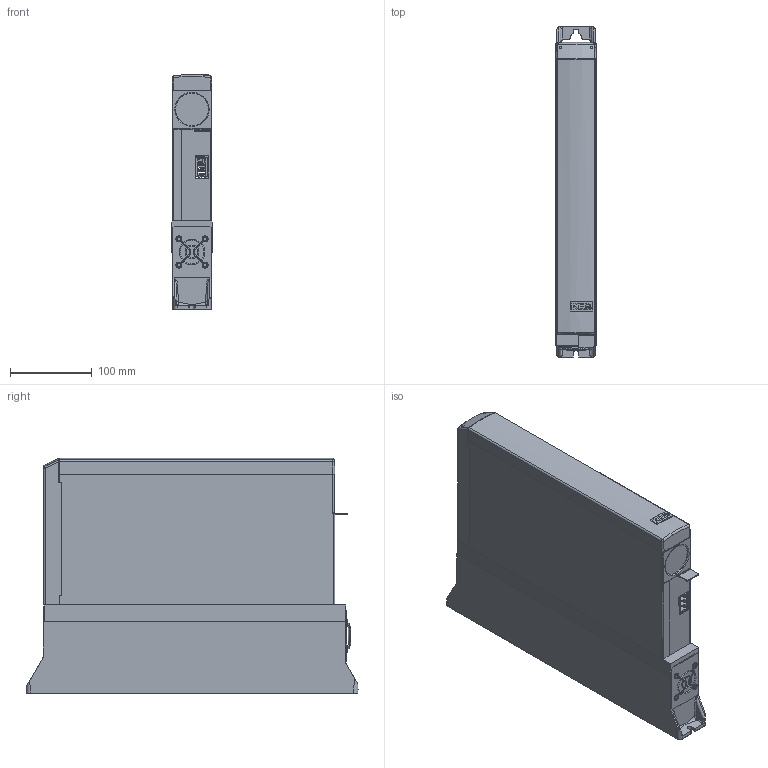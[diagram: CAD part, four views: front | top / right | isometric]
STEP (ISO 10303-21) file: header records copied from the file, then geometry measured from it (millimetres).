
FILE_DESCRIPTION (( 'STEP AP214' ), '1' );
FILE_NAME ('B0H600-G000 COMBIVERT MIT KÜHLKÖRPER.STEP', '2014-06-18T13:14:36', ( '' ), ( '' ), 'SwSTEP 2.0', 'SolidWorks 2013', '' );
FILE_SCHEMA (( 'AUTOMOTIVE_DESIGN' ));
Length unit declared in the file: millimetre
Products named in the file (1): B0H600-G000 COMBIVERT MIT K軫LK烼PER
Bounding box: 49.72 x 407.11 x 289.1 mm (x, y, z)
Surface area: 453846 mm2 (no closed solid volume)
Topology: 0 solids, 46 shells, 551 faces, 1881 edges, 1332 vertices
Faces by surface type: plane 281, cylinder 146, bspline 52, torus 51, cone 15, sphere 6
Full cylindrical faces by diameter (mm): 1 x6, 2.5 x2, 4.2 x2, 40 x1
Entity records: 28016 total; most frequent: CARTESIAN_POINT 6985, DIRECTION 2920, ORIENTED_EDGE 2803, EDGE_CURVE 1835, VERTEX_POINT 1316, VECTOR 1138, LINE 1138, AXIS2_PLACEMENT_3D 891
